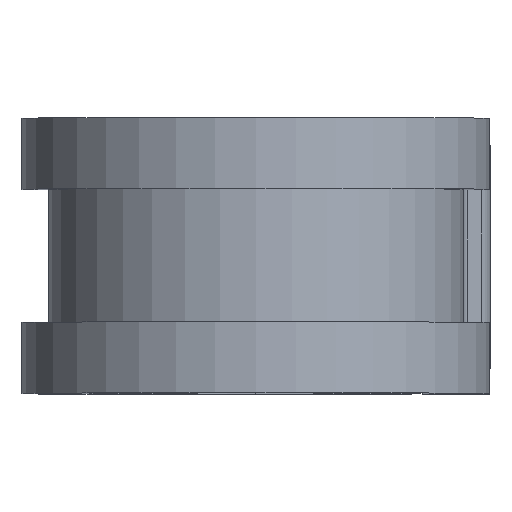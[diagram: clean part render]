
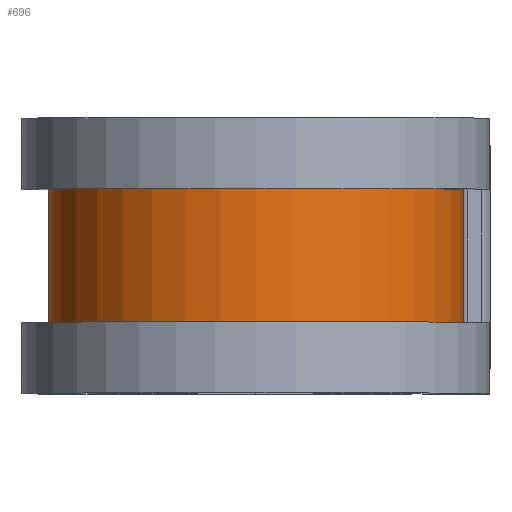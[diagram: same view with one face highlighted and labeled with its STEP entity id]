
A CAD part, top view. The second image highlights one B-rep face of the part: STEP entity #696.
In plain terms, the highlighted cylindrical face has radius 11.862 mm (diameter 23.724 mm), a partial arc.
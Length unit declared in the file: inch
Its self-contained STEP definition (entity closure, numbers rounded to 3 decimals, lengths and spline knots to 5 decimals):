
#26 = CARTESIAN_POINT ( 'NONE',  ( -0.467, -0.15, 0.75 ) ) ;
#49 = AXIS2_PLACEMENT_3D ( 'NONE', #1433, #453, #971 ) ;
#50 = EDGE_LOOP ( 'NONE', ( #951, #52, #1812, #1907 ) ) ;
#52 = ORIENTED_EDGE ( 'NONE', *, *, #268, .T. ) ;
#73 = VERTEX_POINT ( 'NONE', #26 ) ;
#162 = CIRCLE ( 'NONE', #1150, 0.467 ) ;
#230 = EDGE_CURVE ( 'NONE', #2135, #73, #1895, .T. ) ;
#259 = EDGE_CURVE ( 'NONE', #751, #421, #1846, .T. ) ;
#268 = EDGE_CURVE ( 'NONE', #751, #2135, #162, .T. ) ;
#280 = EDGE_CURVE ( 'NONE', #421, #73, #1034, .T. ) ;
#311 = CARTESIAN_POINT ( 'NONE',  ( 0., 0.15, 0.75 ) ) ;
#421 = VERTEX_POINT ( 'NONE', #1652 ) ;
#453 = DIRECTION ( 'NONE',  ( 0., -1., 0. ) ) ;
#497 = DIRECTION ( 'NONE',  ( 0., 0., -1. ) ) ;
#696 = ADVANCED_FACE ( 'NONE', ( #1266 ), #2042, .T. ) ;
#727 = CARTESIAN_POINT ( 'NONE',  ( 0.467, 0.15, 0.75 ) ) ;
#751 = VERTEX_POINT ( 'NONE', #727 ) ;
#835 = DIRECTION ( 'NONE',  ( 0., -1., 0. ) ) ;
#861 = CARTESIAN_POINT ( 'NONE',  ( 0., -0.15, 0.75 ) ) ;
#951 = ORIENTED_EDGE ( 'NONE', *, *, #259, .F. ) ;
#971 = DIRECTION ( 'NONE',  ( 0., 0., -1. ) ) ;
#1006 = DIRECTION ( 'NONE',  ( 0., -1., 0. ) ) ;
#1013 = DIRECTION ( 'NONE',  ( 0., 0., -1. ) ) ;
#1034 = CIRCLE ( 'NONE', #1139, 0.467 ) ;
#1139 = AXIS2_PLACEMENT_3D ( 'NONE', #861, #1929, #1013 ) ;
#1146 = CARTESIAN_POINT ( 'NONE',  ( 0.467, 0.25, 0.75 ) ) ;
#1150 = AXIS2_PLACEMENT_3D ( 'NONE', #311, #1468, #497 ) ;
#1266 = FACE_OUTER_BOUND ( 'NONE', #50, .T. ) ;
#1364 = CARTESIAN_POINT ( 'NONE',  ( -0.467, 0.15, 0.75 ) ) ;
#1433 = CARTESIAN_POINT ( 'NONE',  ( 0., 0.25, 0.75 ) ) ;
#1448 = VECTOR ( 'NONE', #1006, 39.37008 ) ;
#1468 = DIRECTION ( 'NONE',  ( 0., -1., 0. ) ) ;
#1495 = VECTOR ( 'NONE', #835, 39.37008 ) ;
#1652 = CARTESIAN_POINT ( 'NONE',  ( 0.467, -0.15, 0.75 ) ) ;
#1756 = CARTESIAN_POINT ( 'NONE',  ( -0.467, 0.25, 0.75 ) ) ;
#1812 = ORIENTED_EDGE ( 'NONE', *, *, #230, .T. ) ;
#1846 = LINE ( 'NONE', #1146, #1448 ) ;
#1895 = LINE ( 'NONE', #1756, #1495 ) ;
#1907 = ORIENTED_EDGE ( 'NONE', *, *, #280, .F. ) ;
#1929 = DIRECTION ( 'NONE',  ( 0., -1., 0. ) ) ;
#2042 = CYLINDRICAL_SURFACE ( 'NONE', #49, 0.467 ) ;
#2135 = VERTEX_POINT ( 'NONE', #1364 ) ;
